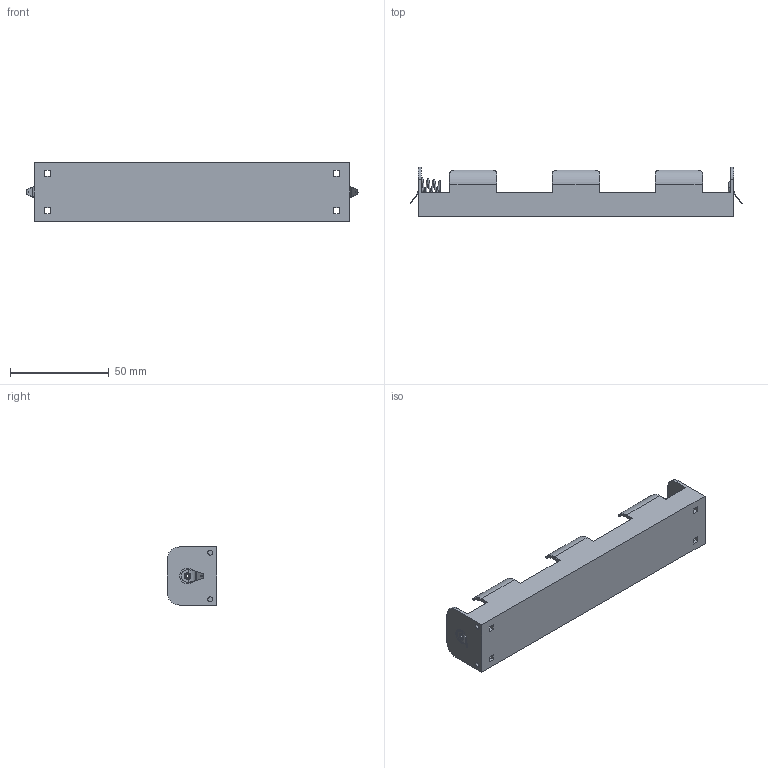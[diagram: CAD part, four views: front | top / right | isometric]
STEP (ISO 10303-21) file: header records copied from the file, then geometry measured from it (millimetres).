
FILE_DESCRIPTION (( 'STEP AP214' ), '1' );
FILE_NAME ('BH13CL.STEP', '2019-12-03T14:26:37', ( '' ), ( '' ), 'SwSTEP 2.0', 'SolidWorks 2017', '' );
FILE_SCHEMA (( 'AUTOMOTIVE_DESIGN' ));
Length unit declared in the file: millimetre
Products named in the file (1): BH13CL
Bounding box: 167.97 x 25 x 29.4 mm (x, y, z)
Volume: 19247.4 mm3; surface area: 23598.1 mm2
Topology: 3 solids, 3 shells, 311 faces, 808 edges, 503 vertices
Faces by surface type: cylinder 118, plane 115, torus 50, bspline 28
Entity records: 12970 total; most frequent: CARTESIAN_POINT 5279, DIRECTION 1625, ORIENTED_EDGE 1612, EDGE_CURVE 806, AXIS2_PLACEMENT_3D 617, VERTEX_POINT 502, VECTOR 391, LINE 391
